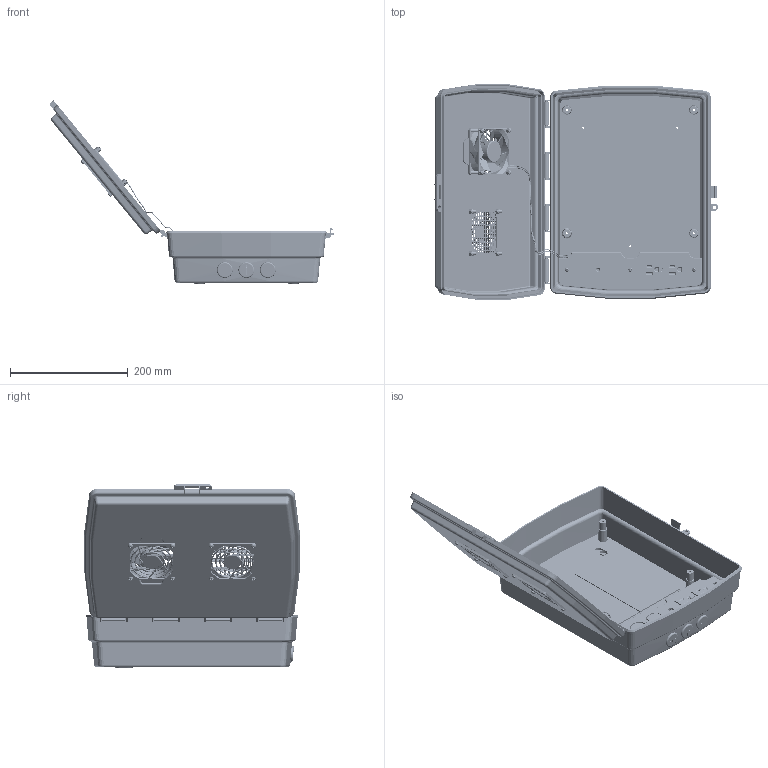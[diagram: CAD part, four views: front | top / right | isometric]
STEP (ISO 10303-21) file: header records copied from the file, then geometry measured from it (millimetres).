
FILE_DESCRIPTION (( 'STEP AP214' ), '1' );
FILE_NAME ('TEP141004-10F.STEP', '2019-05-10T13:20:19', ( '' ), ( '' ), 'SwSTEP 2.0', 'SolidWorks 2018', '' );
FILE_SCHEMA (( 'AUTOMOTIVE_DESIGN' ));
Length unit declared in the file: inch
Products named in the file (17): NBP141004_Box; NBP141004_ConduitGrommit; NBP141004_Panel; Fan-80x80x25; XFS-0076; XMH-0049; NBP141004_outletScrew; NBP141004_Lid-Vented; XFS-0075; NBP141004_120VAC outlet; XFN-0026; NBP141004-FanWire; NBP141004_Velcro tape; TEP141004-10F; NBP141004_PanelScrew; NBP141004_LowerPlate; Fan Screen-All Wires-80x80 ALUM
Assembly tree (35 placements, depth 2):
  TEP141004-10F
    NBP141004_Box
    NBP141004_Lid-Vented
    NBP141004_ConduitGrommit  x3
    NBP141004_LowerPlate
    NBP141004_Panel
    NBP141004_120VAC outlet
    NBP141004_Velcro tape  x2
    Fan Screen-All Wires-80x80 ALUM
    Fan-80x80x25
    NBP141004-FanWire
    NBP141004_PanelScrew  x3
    NBP141004_outletScrew
    XMH-0049  x2
    XFS-0076  x4
    XFS-0075  x4
    XFN-0026  x8
Bounding box: 483.06 x 366.88 x 312.42 mm (x, y, z)
Volume: 1179327.7 mm3; surface area: 863181.1 mm2
Topology: 134 solids, 134 shells, 4769 faces, 10914 edges, 6482 vertices
Faces by surface type: cone 1574, cylinder 1298, plane 1215, torus 524, bspline 128, sphere 30
Entity records: 132364 total; most frequent: CARTESIAN_POINT 31100, DIRECTION 14867, ORIENTED_EDGE 14192, EDGE_CURVE 7096, AXIS2_PLACEMENT_3D 5868, VERTEX_POINT 4394, EDGE_LOOP 3482, VECTOR 3131
